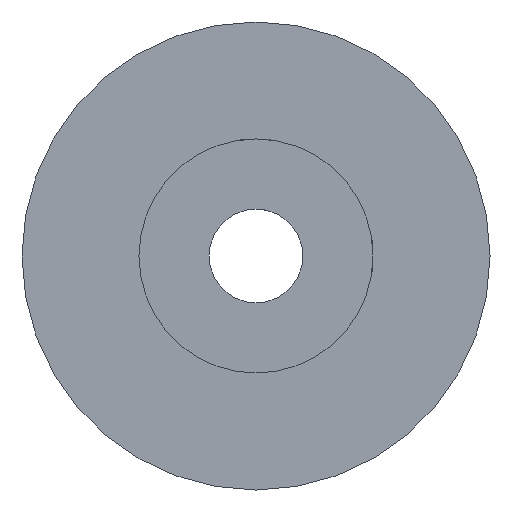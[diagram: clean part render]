
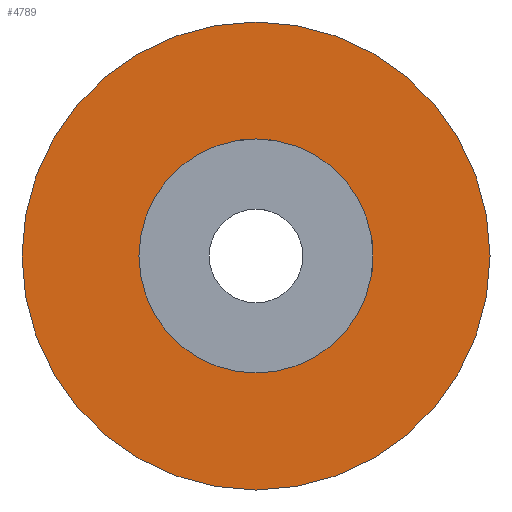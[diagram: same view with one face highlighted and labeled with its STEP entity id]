
A CAD part, front view. The second image highlights one B-rep face of the part: STEP entity #4789.
In plain terms, the highlighted planar face has unit normal (0, -1, 0).
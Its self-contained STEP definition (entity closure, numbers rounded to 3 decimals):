
#18=PLANE('',#5548);
#25=FACE_BOUND('',#791,.T.);
#532=FACE_OUTER_BOUND('',#790,.T.);
#790=EDGE_LOOP('',(#4293));
#791=EDGE_LOOP('',(#4294));
#1300=CIRCLE('',#4814,20.);
#1431=CIRCLE('',#5013,10.);
#1792=VERTEX_POINT('',#7310);
#2053=VERTEX_POINT('',#8045);
#2295=EDGE_CURVE('',#1792,#1792,#1300,.T.);
#2565=EDGE_CURVE('',#2053,#2053,#1431,.T.);
#4293=ORIENTED_EDGE('',*,*,#2295,.T.);
#4294=ORIENTED_EDGE('',*,*,#2565,.F.);
#4789=ADVANCED_FACE('',(#532,#25),#18,.T.);
#4814=AXIS2_PLACEMENT_3D('',#7312,#5573,#5574);
#5013=AXIS2_PLACEMENT_3D('',#8047,#6102,#6103);
#5548=AXIS2_PLACEMENT_3D('',#8930,#7288,#7289);
#5573=DIRECTION('center_axis',(0.,-1.,0.));
#5574=DIRECTION('ref_axis',(0.,0.,-1.));
#6102=DIRECTION('center_axis',(0.,-1.,0.));
#6103=DIRECTION('ref_axis',(0.,0.,-1.));
#7288=DIRECTION('center_axis',(0.,-1.,0.));
#7289=DIRECTION('ref_axis',(0.,0.,-1.));
#7310=CARTESIAN_POINT('',(0.,5.9,-20.));
#7312=CARTESIAN_POINT('Origin',(0.,5.9,0.));
#8045=CARTESIAN_POINT('',(0.,5.9,10.));
#8047=CARTESIAN_POINT('Origin',(0.,5.9,0.));
#8930=CARTESIAN_POINT('Origin',(0.,5.9,0.));
